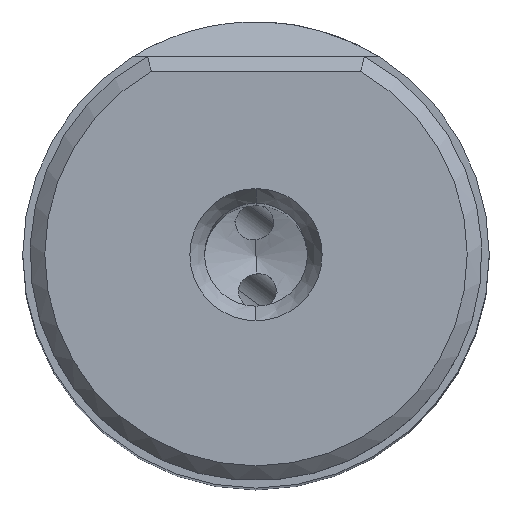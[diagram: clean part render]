
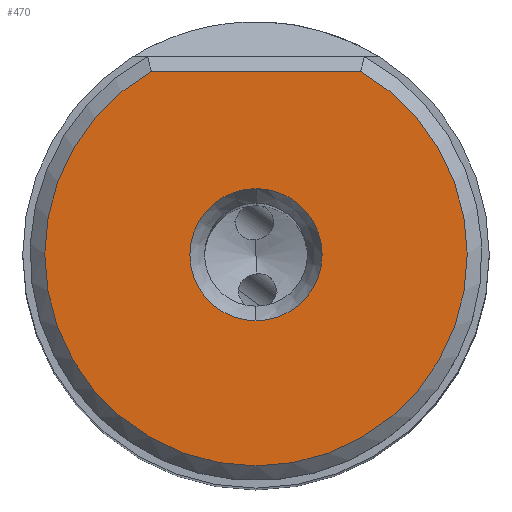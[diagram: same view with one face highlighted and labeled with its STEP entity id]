
A CAD part, top view. The second image highlights one B-rep face of the part: STEP entity #470.
In plain terms, the highlighted planar face has unit normal (0, 0, 1).
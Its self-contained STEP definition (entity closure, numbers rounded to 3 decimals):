
#103=PLANE('',#4355);
#156=FACE_BOUND('',#1011,.T.);
#157=FACE_BOUND('',#1012,.T.);
#266=CIRCLE('',#4348,14.375);
#268=CIRCLE('',#4352,4.5);
#269=CIRCLE('',#4354,4.5);
#470=ADVANCED_FACE('',(#156,#157),#103,.T.);
#1011=EDGE_LOOP('',(#1692,#1693));
#1012=EDGE_LOOP('',(#1694,#1695));
#1692=ORIENTED_EDGE('',*,*,#3229,.F.);
#1693=ORIENTED_EDGE('',*,*,#3230,.F.);
#1694=ORIENTED_EDGE('',*,*,#3223,.T.);
#1695=ORIENTED_EDGE('',*,*,#3225,.T.);
#2759=VERTEX_POINT('',#6387);
#2760=VERTEX_POINT('',#6389);
#2761=VERTEX_POINT('',#6399);
#2764=VERTEX_POINT('',#6404);
#3223=EDGE_CURVE('',#2760,#2759,#266,.T.);
#3225=EDGE_CURVE('',#2759,#2760,#3748,.T.);
#3229=EDGE_CURVE('',#2764,#2761,#268,.T.);
#3230=EDGE_CURVE('',#2761,#2764,#269,.T.);
#3748=LINE('',#6396,#3970);
#3970=VECTOR('',#4976,1.);
#4348=AXIS2_PLACEMENT_3D('',#6388,#4972,#4973);
#4352=AXIS2_PLACEMENT_3D('',#6405,#4983,#4984);
#4354=AXIS2_PLACEMENT_3D('',#6407,#4987,#4988);
#4355=AXIS2_PLACEMENT_3D('',#6408,#4989,#4990);
#4972=DIRECTION('',(0.,0.,1.));
#4973=DIRECTION('',(-0.496,0.869,0.));
#4976=DIRECTION('',(-1.,0.,0.));
#4983=DIRECTION('',(0.,0.,1.));
#4984=DIRECTION('',(0.,1.,0.));
#4987=DIRECTION('',(0.,0.,1.));
#4988=DIRECTION('',(0.,-1.,0.));
#4989=DIRECTION('',(0.,0.,1.));
#4990=DIRECTION('',(1.,0.,0.));
#6387=CARTESIAN_POINT('',(7.125,12.485,42.863));
#6388=CARTESIAN_POINT('',(0.,0.,42.863));
#6389=CARTESIAN_POINT('',(-7.125,12.485,42.863));
#6396=CARTESIAN_POINT('',(7.125,12.485,42.863));
#6399=CARTESIAN_POINT('',(0.,-4.5,42.863));
#6404=CARTESIAN_POINT('',(0.,4.5,42.863));
#6405=CARTESIAN_POINT('',(0.,0.,42.863));
#6407=CARTESIAN_POINT('',(0.,0.,42.863));
#6408=CARTESIAN_POINT('',(0.,-1.045,42.863));
